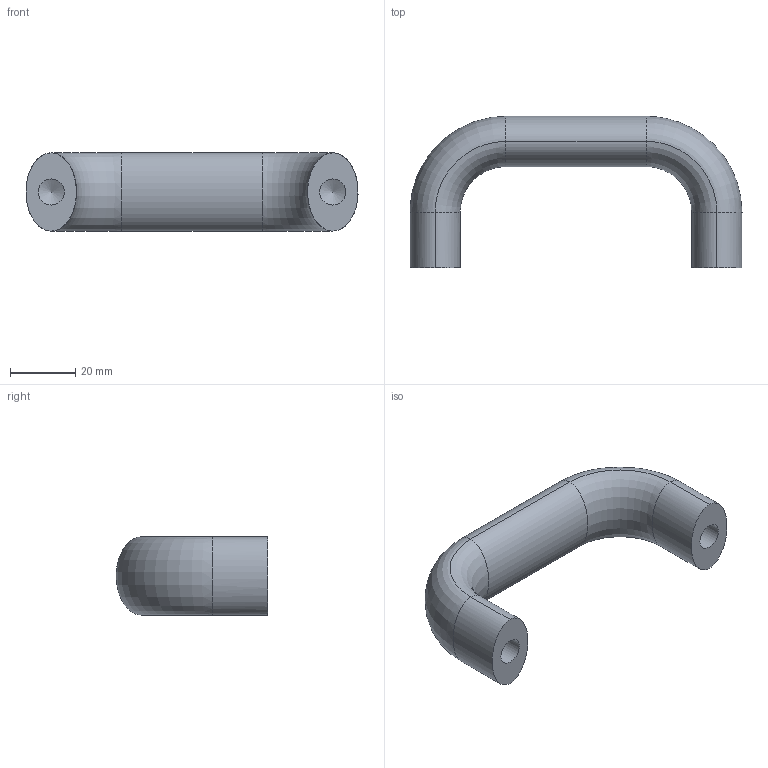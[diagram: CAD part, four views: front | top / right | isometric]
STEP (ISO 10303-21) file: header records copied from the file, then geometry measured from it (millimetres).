
FILE_DESCRIPTION( ( 'Unknown' ), '1' );
FILE_NAME( '1842-A.stp', 'Unknown', ( 'Unknown' ), ( 'Unknown' ), 'PSStep 15.0.49', 'Unknown', ' ' );
FILE_SCHEMA( ( 'AUTOMOTIVE_DESIGN { 1 0 10303 214 1 1 1 1 }' ) );
Length unit declared in the file: millimetre
Products named in the file (1): 1
Bounding box: 101.96 x 46.48 x 24 mm (x, y, z)
Volume: 40792.4 mm3; surface area: 10522.7 mm2
Topology: 1 solids, 1 shells, 16 faces, 33 edges, 19 vertices
Faces by surface type: bspline 6, revolution 4, cone 2, cylinder 2, plane 2
Full cylindrical faces by diameter (mm): 8 x2
Entity records: 711 total; most frequent: CARTESIAN_POINT 273, ORIENTED_EDGE 52, PRESENTATION_STYLE_ASSIGNMENT 33, COLOUR_RGB 33, DIRECTION 26, EDGE_CURVE 26, EDGE_LOOP 20, FACE_OUTER_BOUND 18
